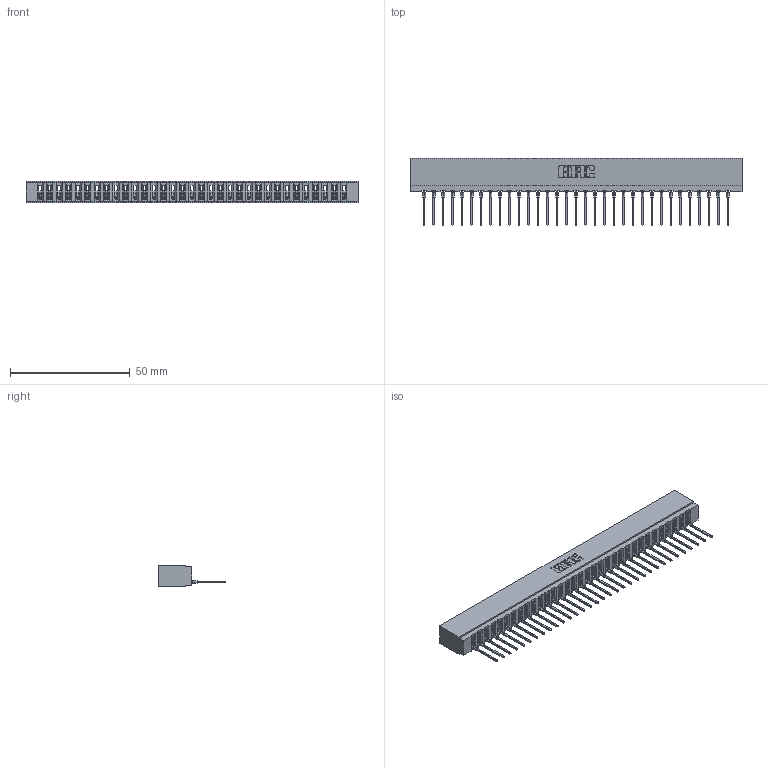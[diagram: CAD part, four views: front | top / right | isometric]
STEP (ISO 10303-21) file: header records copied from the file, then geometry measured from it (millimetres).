
FILE_DESCRIPTION (( 'STEP AP203' ), '1' );
FILE_NAME ('717-033-545-101.STEP', '2026-02-20T21:38:20', ( '' ), ( '' ), 'SwSTEP 2.0', 'SolidWorks 2023', '' );
FILE_SCHEMA (( 'CONFIG_CONTROL_DESIGN' ));
Length unit declared in the file: millimetre
Products named in the file (3): 717-033-545-101; 717 Part_Insulator Option - 06; 745-292-001_545
Assembly tree (34 placements, depth 2):
  717-033-545-101
    717 Part_Insulator Option - 06
    745-292-001_545  x33
Bounding box: 138.63 x 28.18 x 8.89 mm (x, y, z)
Volume: 11842.2 mm3; surface area: 17050.8 mm2
Topology: 34 solids, 34 shells, 3823 faces, 10514 edges, 6634 vertices
Faces by surface type: plane 2298, cylinder 667, bspline 660, torus 198
Entity records: 56749 total; most frequent: CARTESIAN_POINT 10506, ORIENTED_EDGE 9956, DIRECTION 8634, EDGE_CURVE 4978, VECTOR 4598, LINE 4598, VERTEX_POINT 3178, AXIS2_PLACEMENT_3D 2018
